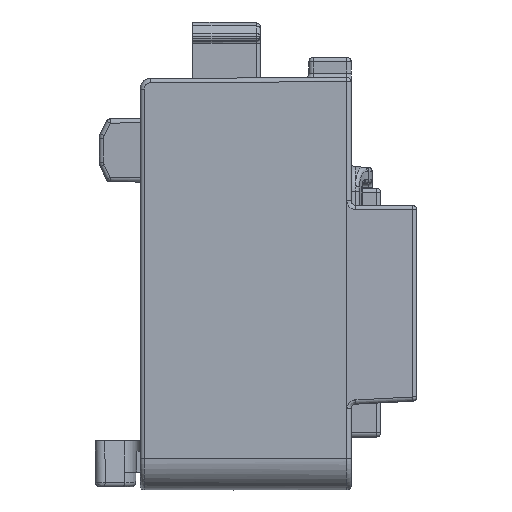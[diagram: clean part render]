
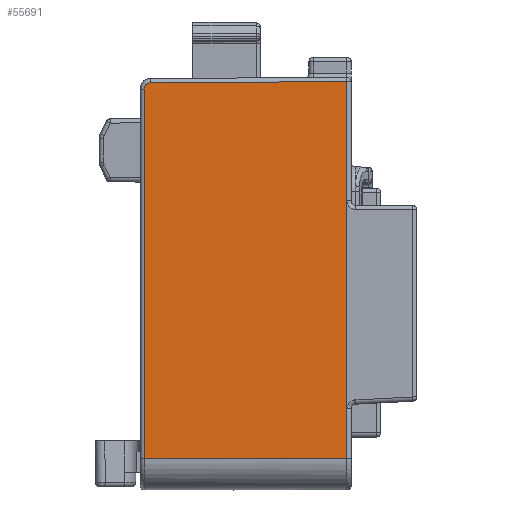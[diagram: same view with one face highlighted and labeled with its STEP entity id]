
A CAD part, left-side view. The second image highlights one B-rep face of the part: STEP entity #55691.
In plain terms, the highlighted planar face has unit normal (-1, 0.005, 0).
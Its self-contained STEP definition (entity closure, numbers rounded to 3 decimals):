
#1154=DIRECTION('',(0.,0.,-1.));
#1155=VECTOR('',#1154,17.503);
#1156=CARTESIAN_POINT('',(-22.3,9.801,19.003));
#1157=LINE('',#1156,#1155);
#1181=CARTESIAN_POINT('',(-22.301,9.501,19.003));
#1182=DIRECTION('',(1.,-0.005,0.));
#1183=DIRECTION('',(0.005,1.,0.));
#1184=AXIS2_PLACEMENT_3D('',#1181,#1182,#1183);
#1186=DIRECTION('',(-0.005,-1.,0.005));
#1187=VECTOR('',#1186,9.302);
#1188=CARTESIAN_POINT('',(-22.301,9.503,19.303));
#1189=LINE('',#1188,#1187);
#1190=DIRECTION('',(-0.005,-1.,0.));
#1191=VECTOR('',#1190,9.6);
#1192=CARTESIAN_POINT('',(-22.3,9.801,1.5));
#1193=LINE('',#1192,#1191);
#1552=DIRECTION('',(0.,0.,1.));
#1553=VECTOR('',#1552,17.851);
#1554=CARTESIAN_POINT('',(-22.35,0.201,
1.5));
#1555=LINE('',#1554,#1553);
#46683=CARTESIAN_POINT('',(-22.35,0.201,
1.5));
#46685=VERTEX_POINT('',#46683);
#46689=CARTESIAN_POINT('',(-22.35,0.201,
19.351));
#46690=VERTEX_POINT('',#46689);
#46703=CARTESIAN_POINT('',(-22.3,9.801,
1.5));
#46704=VERTEX_POINT('',#46703);
#46705=CARTESIAN_POINT('',(-22.3,9.801,
19.003));
#46706=VERTEX_POINT('',#46705);
#46707=CARTESIAN_POINT('',(-22.301,9.503,
19.303));
#46708=VERTEX_POINT('',#46707);
#55676=CARTESIAN_POINT('',(-22.35,0.2,-1.984));
#55677=DIRECTION('',(-1.,0.005,0.));
#55678=DIRECTION('',(0.,0.,1.));
#55679=AXIS2_PLACEMENT_3D('',#55676,#55677,#55678);
#55680=PLANE('',#55679);
#55682=ORIENTED_EDGE('',*,*,#55681,.F.);
#55683=ORIENTED_EDGE('',*,*,#55654,.F.);
#55684=ORIENTED_EDGE('',*,*,#55666,.T.);
#55686=ORIENTED_EDGE('',*,*,#55685,.T.);
#55688=ORIENTED_EDGE('',*,*,#55687,.F.);
#55689=EDGE_LOOP('',(#55682,#55683,#55684,#55686,#55688));
#55690=FACE_OUTER_BOUND('',#55689,.F.);
#1185=CIRCLE('',#1184,0.3);
#55654=EDGE_CURVE('',#46706,#46704,#1157,.T.);
#55666=EDGE_CURVE('',#46706,#46708,#1185,.T.);
#55681=EDGE_CURVE('',#46704,#46685,#1193,.T.);
#55685=EDGE_CURVE('',#46708,#46690,#1189,.T.);
#55687=EDGE_CURVE('',#46685,#46690,#1555,.T.);
#55691=ADVANCED_FACE('',(#55690),#55680,.T.);
